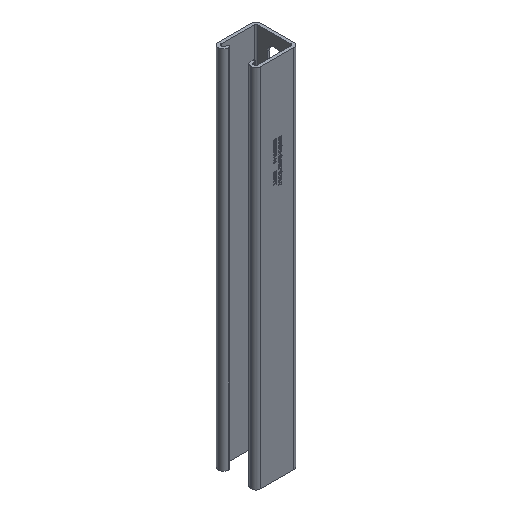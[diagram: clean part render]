
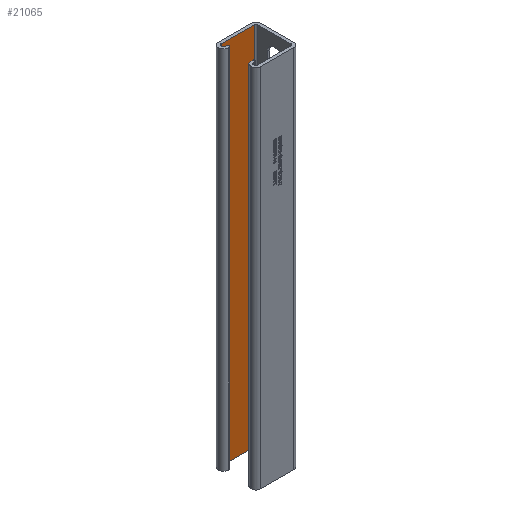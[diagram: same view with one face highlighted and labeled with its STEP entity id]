
A CAD part, isometric view. The second image highlights one B-rep face of the part: STEP entity #21065.
In plain terms, the highlighted planar face has unit normal (0, -1, 0).
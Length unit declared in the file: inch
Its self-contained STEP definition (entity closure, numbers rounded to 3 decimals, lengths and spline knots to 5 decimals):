
#51 = DIRECTION ( 'NONE',  ( 1., 0., 0. ) ) ;
#624 = ORIENTED_EDGE ( 'NONE', *, *, #13173, .F. ) ;
#2446 = DIRECTION ( 'NONE',  ( 0., 0., -1. ) ) ;
#2685 = LINE ( 'NONE', #20321, #17304 ) ;
#3076 = ORIENTED_EDGE ( 'NONE', *, *, #32966, .F. ) ;
#5059 = VERTEX_POINT ( 'NONE', #27144 ) ;
#10071 = CARTESIAN_POINT ( 'NONE',  ( -1.445, 0.7075, -7. ) ) ;
#10552 = EDGE_CURVE ( 'NONE', #27521, #12058, #35547, .T. ) ;
#12058 = VERTEX_POINT ( 'NONE', #29626 ) ;
#13173 = EDGE_CURVE ( 'Edge34', #19754, #5059, #2685, .T. ) ;
#17048 = PLANE ( 'NONE',  #21058 ) ;
#17127 = DIRECTION ( 'NONE',  ( 1., 0., 0. ) ) ;
#17304 = VECTOR ( 'NONE', #37183, 39.37008 ) ;
#17680 = LINE ( 'NONE', #19978, #23310 ) ;
#19474 = CARTESIAN_POINT ( 'NONE',  ( -0.18, 0.7075, -7. ) ) ;
#19754 = VERTEX_POINT ( 'NONE', #10071 ) ;
#19978 = CARTESIAN_POINT ( 'NONE',  ( -0.18, 0.7075, 7. ) ) ;
#20321 = CARTESIAN_POINT ( 'NONE',  ( -1.445, 0.7075, -7. ) ) ;
#20683 = ORIENTED_EDGE ( 'NONE', *, *, #32877, .T. ) ;
#21058 = AXIS2_PLACEMENT_3D ( 'NONE', #26123, #34839, #2446 ) ;
#21065 = ADVANCED_FACE ( 'Face5', ( #28416 ), #17048, .T. ) ;
#21718 = CARTESIAN_POINT ( 'NONE',  ( -0.18, 0.7075, -7. ) ) ;
#23176 = CARTESIAN_POINT ( 'NONE',  ( -0.18, 0.7075, -7. ) ) ;
#23310 = VECTOR ( 'NONE', #17127, 39.37008 ) ;
#26123 = CARTESIAN_POINT ( 'NONE',  ( -0.18, 0.7075, -7. ) ) ;
#27144 = CARTESIAN_POINT ( 'NONE',  ( -1.445, 0.7075, 7. ) ) ;
#27521 = VERTEX_POINT ( 'NONE', #19474 ) ;
#28416 = FACE_OUTER_BOUND ( 'NONE', #30429, .T. ) ;
#28676 = LINE ( 'NONE', #23176, #31783 ) ;
#29626 = CARTESIAN_POINT ( 'NONE',  ( -0.18, 0.7075, 7. ) ) ;
#30336 = VECTOR ( 'NONE', #33279, 39.37008 ) ;
#30429 = EDGE_LOOP ( 'NONE', ( #3076, #624, #20683, #32700 ) ) ;
#31783 = VECTOR ( 'NONE', #51, 39.37008 ) ;
#32700 = ORIENTED_EDGE ( 'NONE', *, *, #10552, .T. ) ;
#32877 = EDGE_CURVE ( 'NONE', #19754, #27521, #28676, .T. ) ;
#32966 = EDGE_CURVE ( 'Edge3', #5059, #12058, #17680, .T. ) ;
#33279 = DIRECTION ( 'NONE',  ( 0., 0., 1. ) ) ;
#34839 = DIRECTION ( 'NONE',  ( 0., -1., 0. ) ) ;
#35547 = LINE ( 'NONE', #21718, #30336 ) ;
#37183 = DIRECTION ( 'NONE',  ( 0., 0., 1. ) ) ;
